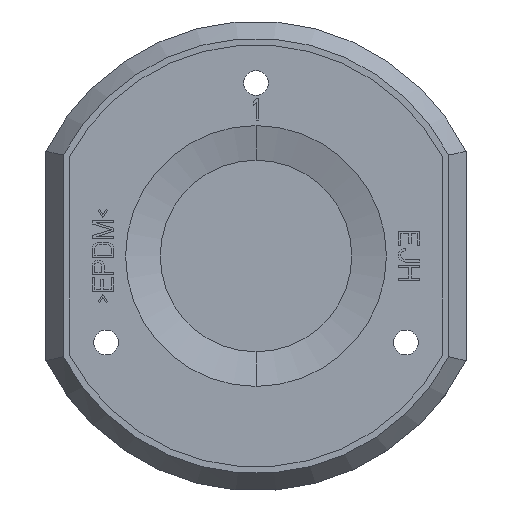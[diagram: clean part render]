
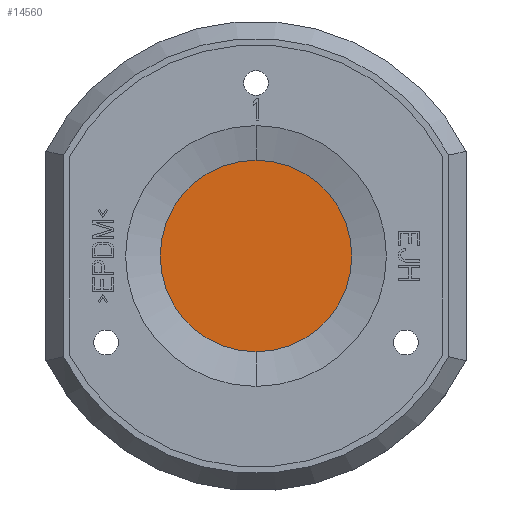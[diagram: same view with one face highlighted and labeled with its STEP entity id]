
A CAD part, top view. The second image highlights one B-rep face of the part: STEP entity #14560.
In plain terms, the highlighted planar face has unit normal (0, 0, 1).
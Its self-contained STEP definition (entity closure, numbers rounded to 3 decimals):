
#683=CARTESIAN_POINT('',(0.,0.,0.5));
#684=DIRECTION('',(0.,0.,-1.));
#685=DIRECTION('',(0.,-1.,0.));
#686=AXIS2_PLACEMENT_3D('',#683,#684,#685);
#701=CARTESIAN_POINT('',(0.,0.,0.5));
#702=DIRECTION('',(0.,0.,-1.));
#703=DIRECTION('',(0.,1.,0.));
#704=AXIS2_PLACEMENT_3D('',#701,#702,#703);
#14029=CARTESIAN_POINT('',(0.,-15.502,0.5));
#14030=CARTESIAN_POINT('',(0.,15.502,0.5));
#14031=VERTEX_POINT('',#14029);
#14032=VERTEX_POINT('',#14030);
#14550=CARTESIAN_POINT('',(-21.1,22.944,0.5));
#14551=DIRECTION('',(0.,0.,1.));
#14552=DIRECTION('',(0.,-1.,0.));
#14553=AXIS2_PLACEMENT_3D('',#14550,#14551,#14552);
#14554=PLANE('',#14553);
#14555=ORIENTED_EDGE('',*,*,#14540,.T.);
#14557=ORIENTED_EDGE('',*,*,#14556,.T.);
#14558=EDGE_LOOP('',(#14555,#14557));
#14559=FACE_OUTER_BOUND('',#14558,.F.);
#14560=ADVANCED_FACE('',(#14559),#14554,.T.);
#687=CIRCLE('',#686,15.502);
#705=CIRCLE('',#704,15.502);
#14540=EDGE_CURVE('',#14031,#14032,#687,.T.);
#14556=EDGE_CURVE('',#14032,#14031,#705,.T.);
